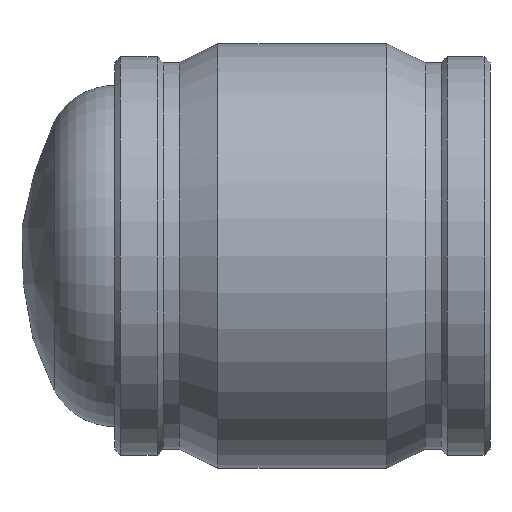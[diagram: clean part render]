
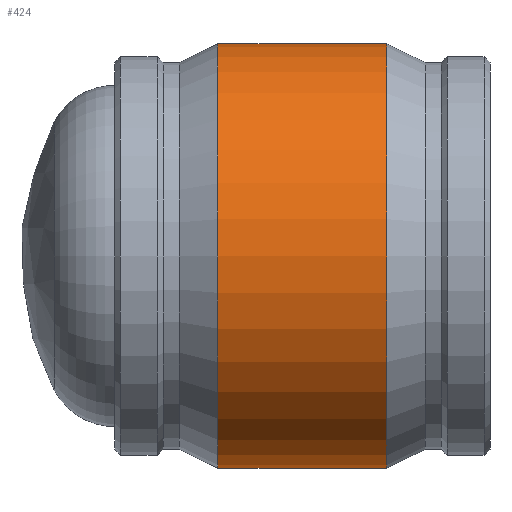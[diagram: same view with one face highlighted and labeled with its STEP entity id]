
A CAD part, front view. The second image highlights one B-rep face of the part: STEP entity #424.
In plain terms, the highlighted cylindrical face has radius 155.5 mm (diameter 311 mm), a full revolution.
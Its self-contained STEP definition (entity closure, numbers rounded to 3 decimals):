
#48=FACE_BOUND('',#159,.T.);
#75=CYLINDRICAL_SURFACE('',#485,155.5);
#101=FACE_OUTER_BOUND('',#158,.T.);
#158=EDGE_LOOP('',(#351));
#159=EDGE_LOOP('',(#352));
#217=CIRCLE('',#484,155.5);
#218=CIRCLE('',#486,155.5);
#256=VERTEX_POINT('',#804);
#257=VERTEX_POINT('',#807);
#295=EDGE_CURVE('',#256,#256,#217,.T.);
#296=EDGE_CURVE('',#257,#257,#218,.T.);
#351=ORIENTED_EDGE('',*,*,#295,.T.);
#352=ORIENTED_EDGE('',*,*,#296,.F.);
#424=ADVANCED_FACE('',(#101,#48),#75,.T.);
#484=AXIS2_PLACEMENT_3D('',#805,#597,#598);
#485=AXIS2_PLACEMENT_3D('',#806,#599,#600);
#486=AXIS2_PLACEMENT_3D('',#808,#601,#602);
#597=DIRECTION('center_axis',(1.,0.,0.));
#598=DIRECTION('ref_axis',(0.,0.,-1.));
#599=DIRECTION('center_axis',(1.,0.,0.));
#600=DIRECTION('ref_axis',(0.,1.,0.));
#601=DIRECTION('center_axis',(1.,0.,0.));
#602=DIRECTION('ref_axis',(0.,0.,-1.));
#804=CARTESIAN_POINT('',(-61.92,155.5,0.));
#805=CARTESIAN_POINT('Origin',(-61.92,0.,0.));
#806=CARTESIAN_POINT('Origin',(0.,0.,0.));
#807=CARTESIAN_POINT('',(61.92,155.5,0.));
#808=CARTESIAN_POINT('Origin',(61.92,0.,0.));
